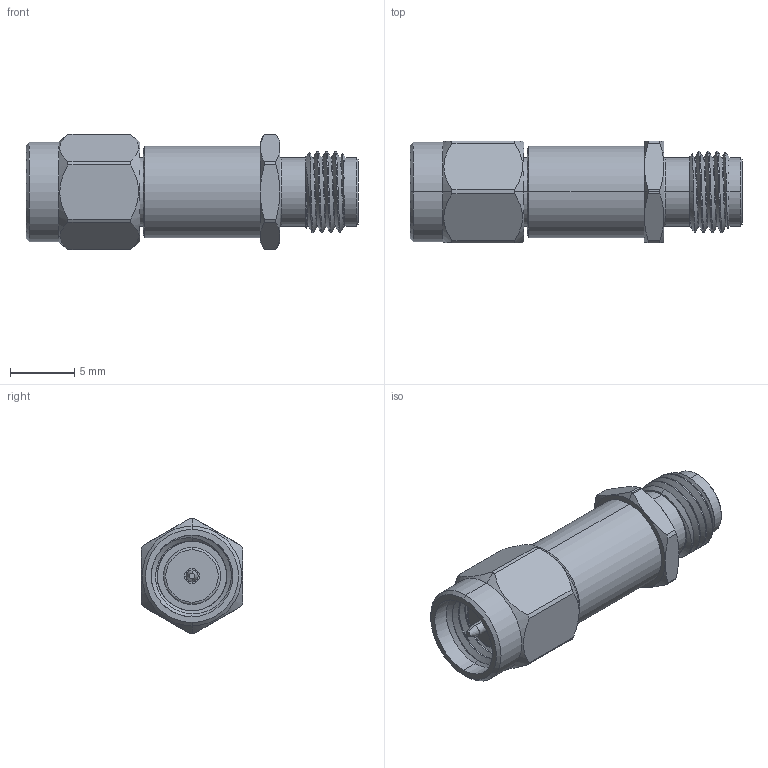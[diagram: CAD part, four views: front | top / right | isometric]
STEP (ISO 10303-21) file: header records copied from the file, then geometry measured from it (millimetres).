
FILE_DESCRIPTION (( 'STEP AP214' ), '1' );
FILE_NAME ('SA18H-25_3D.step', '2025-05-21T16:37:51', ( '' ), ( '' ), 'SwSTEP 2.0', 'SolidWorks 2022', '' );
FILE_SCHEMA (( 'AUTOMOTIVE_DESIGN' ));
Length unit declared in the file: inch
Products named in the file (1): SA18H-25_3D
Bounding box: 25.91 x 7.94 x 8.99 mm (x, y, z)
Volume: 921 mm3; surface area: 1034.3 mm2
Topology: 1 solids, 1 shells, 138 faces, 327 edges, 205 vertices
Faces by surface type: cylinder 59, cone 41, plane 28, bspline 6, torus 4
Entity records: 6598 total; most frequent: CARTESIAN_POINT 3528, ORIENTED_EDGE 654, DIRECTION 622, EDGE_CURVE 327, AXIS2_PLACEMENT_3D 263, VERTEX_POINT 205, EDGE_LOOP 152, FACE_OUTER_BOUND 138
